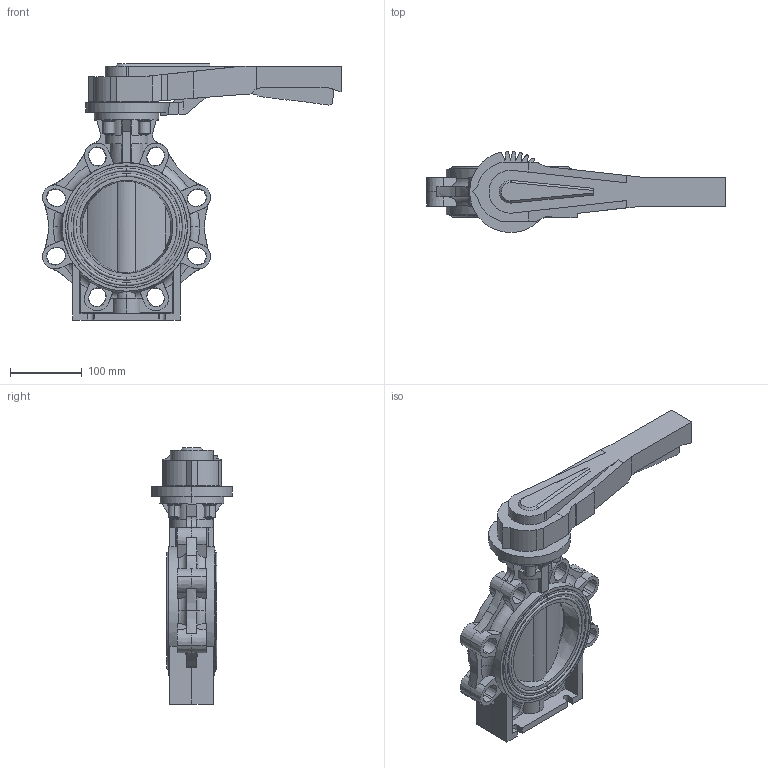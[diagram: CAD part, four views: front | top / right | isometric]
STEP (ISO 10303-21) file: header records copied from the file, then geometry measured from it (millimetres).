
FILE_DESCRIPTION(('STEP AP214'),'1');
FILE_NAME('cctmp_995FE888-D834-44BE-B2BA-4FA89BE9E8C0_2021_10_25_11_08_31_0369..stp','2021-10-25T09:08:31',('Praher Valves GmbH'),('CADClick - www.CADClick.com'),'Spatial InterOp 3D',' ','unknown authorization');
FILE_SCHEMA(('AUTOMOTIVE_DESIGN'));
Length unit declared in the file: millimetre
Products named in the file (3): cc_unnamed; 128459_1; 128459
Assembly tree (2 placements, depth 2):
  cc_unnamed
    128459_1
    128459
Bounding box: 417.3 x 113.22 x 357.5 mm (x, y, z)
Volume: 2901606.9 mm3; surface area: 348218.4 mm2
Topology: 6 solids, 8 shells, 673 faces, 1812 edges, 1174 vertices
Faces by surface type: plane 340, cone 164, cylinder 123, torus 46
Entity records: 27290 total; most frequent: CARTESIAN_POINT 4564, DIRECTION 3704, ORIENTED_EDGE 3624, EDGE_CURVE 1812, AXIS2_PLACEMENT_3D 1358, VERTEX_POINT 1174, LINE 988, VECTOR 988
